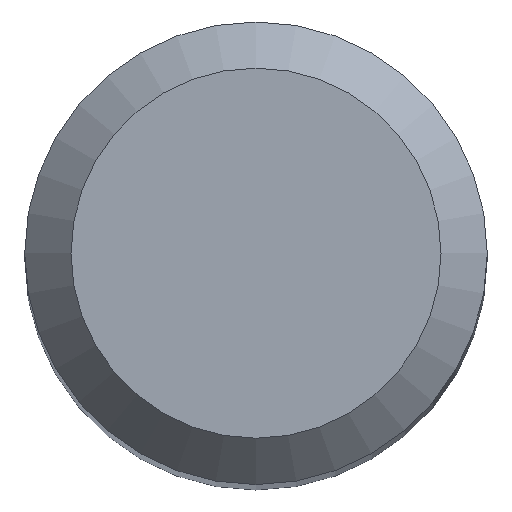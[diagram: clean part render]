
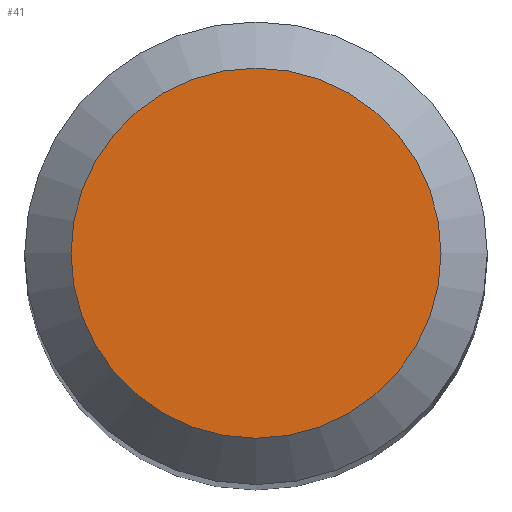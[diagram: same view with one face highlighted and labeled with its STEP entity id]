
A CAD part, top view. The second image highlights one B-rep face of the part: STEP entity #41.
In plain terms, the highlighted planar face has unit normal (0, 0, 1).
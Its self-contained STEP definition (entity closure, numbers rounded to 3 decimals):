
#41 = ADVANCED_FACE ( 'NONE', ( #61 ), #151, .F. ) ;
#61 = FACE_OUTER_BOUND ( 'NONE', #238, .T. ) ;
#80 = CARTESIAN_POINT ( 'NONE',  ( 0., 1.6, 35. ) ) ;
#83 = CIRCLE ( 'NONE', #291, 1.6 ) ;
#87 = DIRECTION ( 'NONE',  ( 0., 0., -1. ) ) ;
#111 = ORIENTED_EDGE ( 'NONE', *, *, #273, .F. ) ;
#117 = DIRECTION ( 'NONE',  ( 0., 0., -1. ) ) ;
#151 = PLANE ( 'NONE',  #153 ) ;
#153 = AXIS2_PLACEMENT_3D ( 'NONE', #203, #87, #272 ) ;
#161 = DIRECTION ( 'NONE',  ( 0., 1., 0. ) ) ;
#172 = VERTEX_POINT ( 'NONE', #80 ) ;
#203 = CARTESIAN_POINT ( 'NONE',  ( 0., 0., 35. ) ) ;
#230 = CARTESIAN_POINT ( 'NONE',  ( 0., 0., 35. ) ) ;
#238 = EDGE_LOOP ( 'NONE', ( #111 ) ) ;
#272 = DIRECTION ( 'NONE',  ( 0., 1., 0. ) ) ;
#273 = EDGE_CURVE ( 'NONE', #172, #172, #83, .T. ) ;
#291 = AXIS2_PLACEMENT_3D ( 'NONE', #230, #117, #161 ) ;
